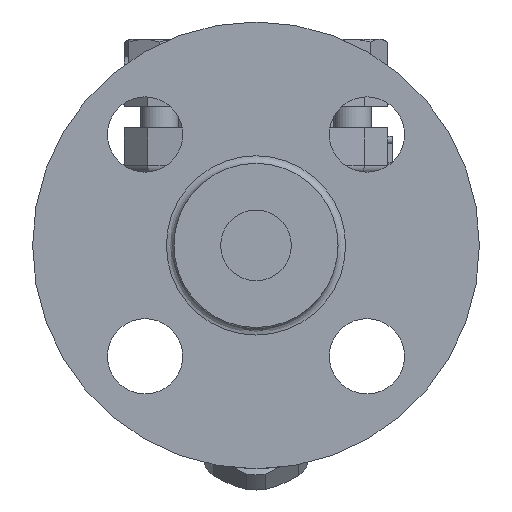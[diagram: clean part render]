
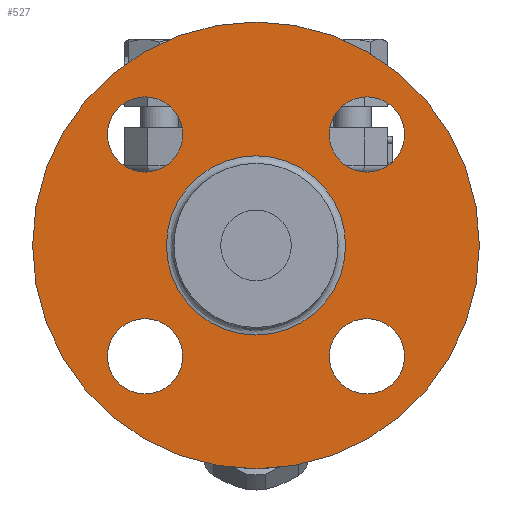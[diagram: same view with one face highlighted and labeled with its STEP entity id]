
A CAD part, left-side view. The second image highlights one B-rep face of the part: STEP entity #527.
In plain terms, the highlighted free-form (B-spline) face has degree [1, 1] with [2, 2] control points.
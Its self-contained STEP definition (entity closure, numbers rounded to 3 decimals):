
#381=CARTESIAN_POINT('',(-68.4,0.0,22.5));
#382=VERTEX_POINT('',#381);
#383=CARTESIAN_POINT('',(-68.4,0.0,-25.));
#384=DIRECTION('',(-1.0,0.0,0.0));
#385=DIRECTION('',(0.0,0.0,1.0));
#386=AXIS2_PLACEMENT_3D('',#383,#384,#385);
#387=CIRCLE('',#386,47.5);
#388=EDGE_CURVE('',#382,#382,#387,.T.);
#449=CARTESIAN_POINT('',(-68.4,0.,-5.95));
#450=VERTEX_POINT('',#449);
#451=CARTESIAN_POINT('',(-68.4,0.0,-25.));
#452=DIRECTION('',(-1.0,0.0,0.0));
#453=DIRECTION('',(0.0,0.0,-1.0));
#454=AXIS2_PLACEMENT_3D('',#451,#452,#453);
#455=CIRCLE('',#454,19.05);
#456=EDGE_CURVE('',#450,#450,#455,.T.);
#472=CARTESIAN_POINT('',(-68.4,47.5,22.5));
#473=CARTESIAN_POINT('',(-68.4,47.5,-72.5));
#474=CARTESIAN_POINT('',(-68.4,-47.5,22.5));
#475=CARTESIAN_POINT('',(-68.4,-47.5,-72.5));
#476=B_SPLINE_SURFACE_WITH_KNOTS('',1,1,((#472,#474),(#473,#475)),.UNSPECIFIED.,.F.,.F.,.U.,(2,2),(2,2),(0.0,95.0),(0.0,95.0),.UNSPECIFIED.);
#477=ORIENTED_EDGE('',*,*,#388,.T.);
#478=EDGE_LOOP('',(#477));
#479=FACE_OUTER_BOUND('',#478,.T.);
#480=CARTESIAN_POINT('',(-68.4,-23.582,-9.418));
#481=VERTEX_POINT('',#480);
#482=CARTESIAN_POINT('',(-68.4,-23.582,-1.418));
#483=DIRECTION('',(1.0,0.0,0.0));
#484=DIRECTION('',(0.0,0.0,-1.0));
#485=AXIS2_PLACEMENT_3D('',#482,#483,#484);
#486=CIRCLE('',#485,8.0);
#487=EDGE_CURVE('',#481,#481,#486,.T.);
#488=ORIENTED_EDGE('',*,*,#487,.T.);
#489=EDGE_LOOP('',(#488));
#490=FACE_BOUND('',#489,.T.);
#491=CARTESIAN_POINT('',(-68.4,15.582,-1.418));
#492=VERTEX_POINT('',#491);
#493=CARTESIAN_POINT('',(-68.4,23.582,-1.418));
#494=DIRECTION('',(1.0,0.0,0.0));
#495=DIRECTION('',(0.0,-1.0,0.0));
#496=AXIS2_PLACEMENT_3D('',#493,#494,#495);
#497=CIRCLE('',#496,8.0);
#498=EDGE_CURVE('',#492,#492,#497,.T.);
#499=ORIENTED_EDGE('',*,*,#498,.T.);
#500=EDGE_LOOP('',(#499));
#501=FACE_BOUND('',#500,.T.);
#502=CARTESIAN_POINT('',(-68.4,23.582,-40.582));
#503=VERTEX_POINT('',#502);
#504=CARTESIAN_POINT('',(-68.4,23.582,-48.582));
#505=DIRECTION('',(1.0,0.0,0.0));
#506=DIRECTION('',(0.0,0.0,1.0));
#507=AXIS2_PLACEMENT_3D('',#504,#505,#506);
#508=CIRCLE('',#507,8.0);
#509=EDGE_CURVE('',#503,#503,#508,.T.);
#510=ORIENTED_EDGE('',*,*,#509,.T.);
#511=EDGE_LOOP('',(#510));
#512=FACE_BOUND('',#511,.T.);
#513=CARTESIAN_POINT('',(-68.4,-15.582,-48.582));
#514=VERTEX_POINT('',#513);
#515=CARTESIAN_POINT('',(-68.4,-23.582,-48.582));
#516=DIRECTION('',(1.0,0.0,0.0));
#517=DIRECTION('',(0.0,1.0,0.0));
#518=AXIS2_PLACEMENT_3D('',#515,#516,#517);
#519=CIRCLE('',#518,8.0);
#520=EDGE_CURVE('',#514,#514,#519,.T.);
#521=ORIENTED_EDGE('',*,*,#520,.T.);
#522=EDGE_LOOP('',(#521));
#523=FACE_BOUND('',#522,.T.);
#524=ORIENTED_EDGE('',*,*,#456,.F.);
#525=EDGE_LOOP('',(#524));
#526=FACE_BOUND('',#525,.T.);
#527=ADVANCED_FACE('',(#479,#490,#501,#512,#523,#526),#476,.T.);
